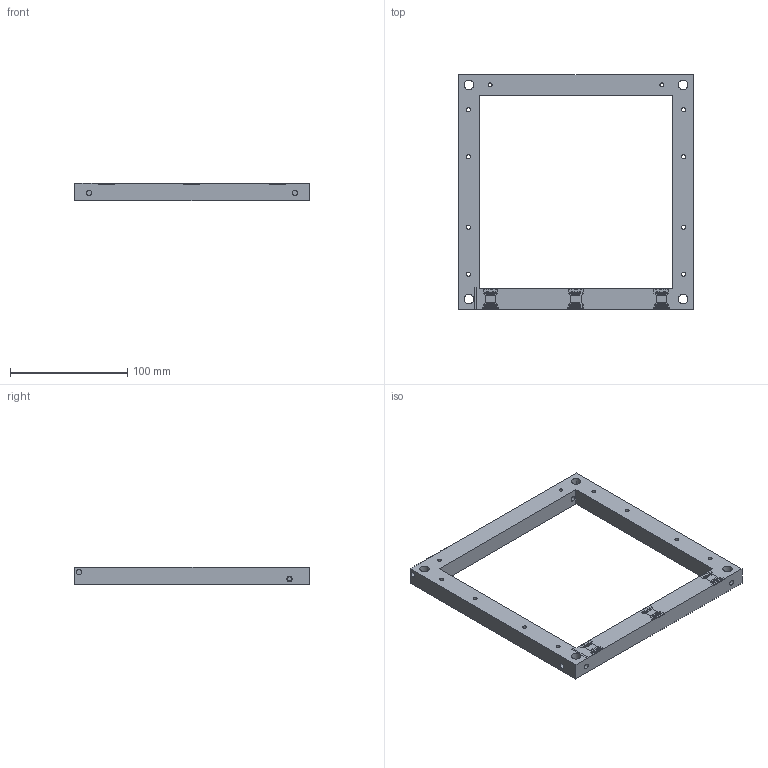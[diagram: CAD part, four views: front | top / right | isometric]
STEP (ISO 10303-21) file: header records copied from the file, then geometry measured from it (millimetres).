
FILE_DESCRIPTION(/* description */ (''),/* implementation_level */ '2;1');
FILE_NAME(/* name */ 'Top_Frame.step',/* time_stamp */ '2022-11-30T22:12:27+08:00',/* author */ (''),/* organization */ (''),/* preprocessor_version */ 'ST-DEVELOPER v19.2',/* originating_system */ 'Autodesk Translation Framework v11.17.0.187',/* authorisation */ '');
FILE_SCHEMA (('AUTOMOTIVE_DESIGN { 1 0 10303 214 3 1 1 }'));
Length unit declared in the file: millimetre
Products named in the file (1): Top_Frame
Bounding box: 200 x 200 x 15 mm (x, y, z)
Volume: 185223.4 mm3; surface area: 53318.9 mm2
Topology: 4 solids, 4 shells, 363 faces, 947 edges, 632 vertices
Faces by surface type: plane 323, cylinder 40
Full cylindrical faces by diameter (mm): 3.3 x4, 3.4 x10, 4.6 x22, 8.2 x4
Entity records: 11171 total; most frequent: CARTESIAN_POINT 1962, ORIENTED_EDGE 1894, DIRECTION 1753, EDGE_CURVE 947, LINE 863, VECTOR 863, VERTEX_POINT 632, EDGE_LOOP 471
